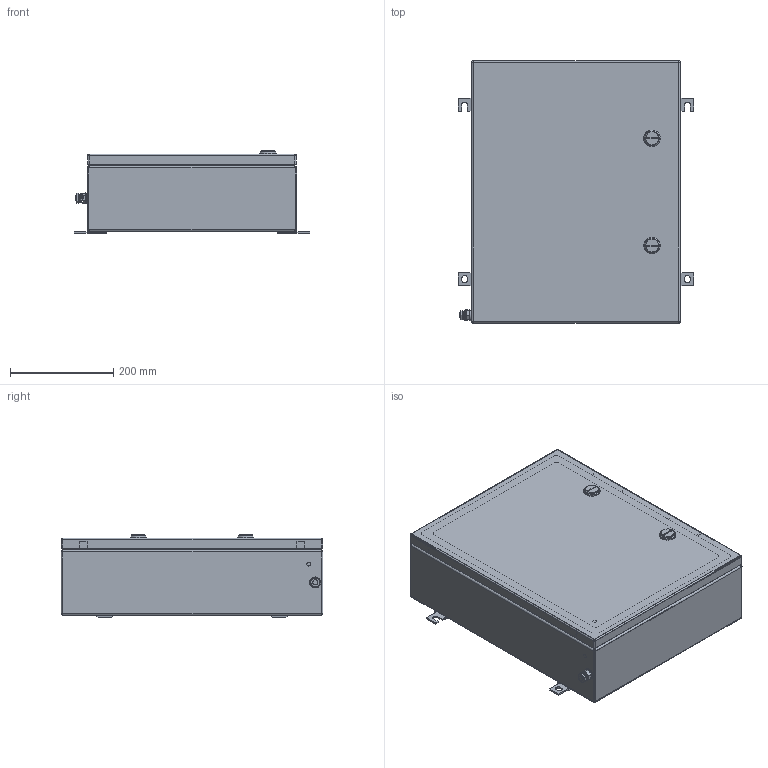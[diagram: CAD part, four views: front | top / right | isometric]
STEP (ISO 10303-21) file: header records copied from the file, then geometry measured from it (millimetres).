
FILE_DESCRIPTION(('CATIA V5 STEP Exchange','CAx-IF Rec.Pracs.--- Model Styling and Organization---1.4--- 2014-01-23'),'2;1');
FILE_NAME ('1530544-3_0_8000109899_8000109899_KTB_QL_504015_S4E0_LD.stp','2023-05-02T07:26:52+00:00',('none'),('Weidmueller'),'CATIA Version 5-6 Release 2016 SP3 HF44','CATIA V5 STEP AP214','none');
FILE_SCHEMA(('AUTOMOTIVE_DESIGN { 1 0 10303 214 1 1 1 1 }'));
Length unit declared in the file: millimetre
Products named in the file (1): 8000109899 KTB QL 504015 S4E0
Bounding box: 457 x 508 x 159.8 mm (x, y, z)
Volume: 1302332.2 mm3; surface area: 1635518.3 mm2
Topology: 50 solids, 52 shells, 1111 faces, 2658 edges, 1664 vertices
Faces by surface type: plane 503, cylinder 456, cone 100, bspline 28, torus 16, sphere 8
Entity records: 34512 total; most frequent: CARTESIAN_POINT 9940, ORIENTED_EDGE 5220, DIRECTION 4357, EDGE_CURVE 2610, AXIS2_PLACEMENT_3D 1780, VERTEX_POINT 1664, VECTOR 1502, LINE 1502
